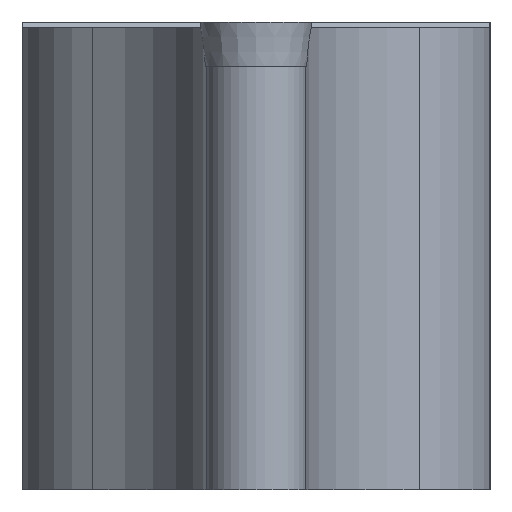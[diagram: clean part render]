
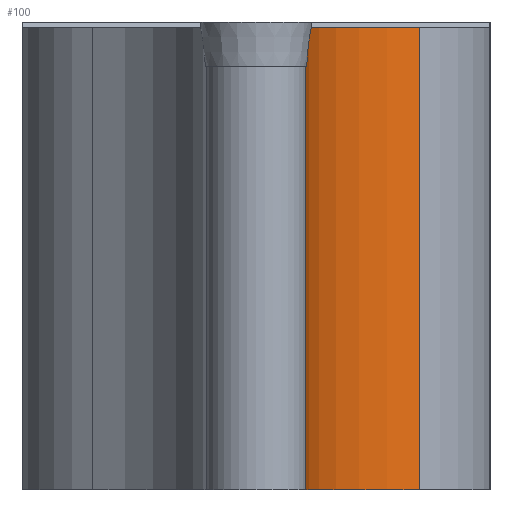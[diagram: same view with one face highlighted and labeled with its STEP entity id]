
A CAD part, left-side view. The second image highlights one B-rep face of the part: STEP entity #100.
In plain terms, the highlighted cylindrical face has radius 12.5 mm (diameter 25 mm), a partial arc.
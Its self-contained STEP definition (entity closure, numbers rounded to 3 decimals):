
#72=CYLINDRICAL_SURFACE('',#401,12.5);
#80=CIRCLE('',#389,12.5);
#82=CIRCLE('',#395,12.5);
#100=ADVANCED_FACE('',(#131),#72,.F.);
#131=FACE_OUTER_BOUND('',#149,.T.);
#149=EDGE_LOOP('',(#278,#279,#280,#281));
#161=LINE('',#524,#189);
#184=LINE('',#604,#212);
#189=VECTOR('',#417,1.);
#212=VECTOR('',#482,1.);
#278=ORIENTED_EDGE('',*,*,#336,.T.);
#279=ORIENTED_EDGE('',*,*,#362,.F.);
#280=ORIENTED_EDGE('',*,*,#371,.F.);
#281=ORIENTED_EDGE('',*,*,#367,.F.);
#306=VERTEX_POINT('',#523);
#307=VERTEX_POINT('',#525);
#327=VERTEX_POINT('',#587);
#328=VERTEX_POINT('',#598);
#336=EDGE_CURVE('',#307,#306,#161,.T.);
#362=EDGE_CURVE('',#327,#306,#80,.T.);
#367=EDGE_CURVE('',#307,#328,#82,.T.);
#371=EDGE_CURVE('',#328,#327,#184,.T.);
#389=AXIS2_PLACEMENT_3D('',#588,#457,#458);
#395=AXIS2_PLACEMENT_3D('',#597,#472,#473);
#401=AXIS2_PLACEMENT_3D('',#606,#485,#486);
#417=DIRECTION('',(0.,0.,-1.));
#457=DIRECTION('',(0.,0.,1.));
#458=DIRECTION('',(1.,0.,0.));
#472=DIRECTION('',(0.,0.,-1.));
#473=DIRECTION('',(1.,0.,0.));
#482=DIRECTION('',(0.,0.,-1.));
#485=DIRECTION('',(0.,0.,1.));
#486=DIRECTION('',(1.,0.,0.));
#523=CARTESIAN_POINT('',(17.,-2.658,-25.));
#524=CARTESIAN_POINT('',(17.,-2.658,-35.));
#525=CARTESIAN_POINT('',(17.,-2.658,-0.3));
#587=CARTESIAN_POINT('',(27.715,-8.72,-25.));
#588=CARTESIAN_POINT('',(17.,-15.158,-25.));
#597=CARTESIAN_POINT('',(17.,-15.158,-0.3));
#598=CARTESIAN_POINT('',(27.715,-8.72,-0.3));
#604=CARTESIAN_POINT('',(27.715,-8.72,-35.));
#606=CARTESIAN_POINT('',(17.,-15.158,-35.));
